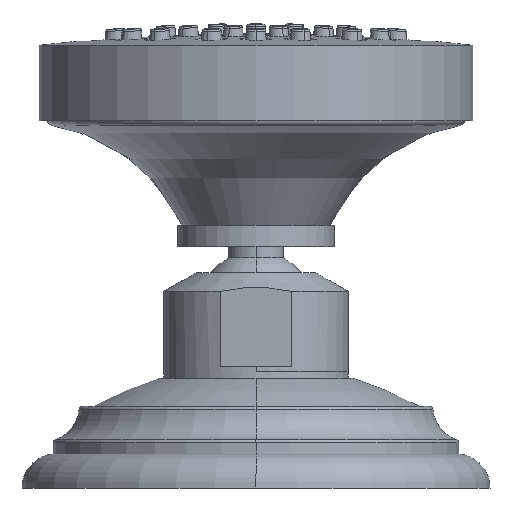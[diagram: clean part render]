
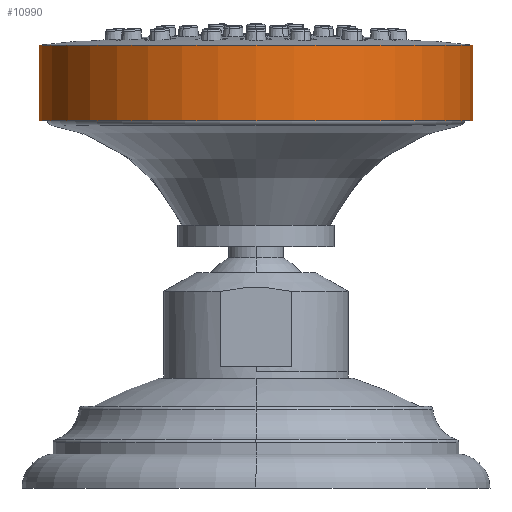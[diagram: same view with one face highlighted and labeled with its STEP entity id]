
A CAD part, left-side view. The second image highlights one B-rep face of the part: STEP entity #10990.
In plain terms, the highlighted cylindrical face has radius 31.75 mm (diameter 63.5 mm), a partial arc.
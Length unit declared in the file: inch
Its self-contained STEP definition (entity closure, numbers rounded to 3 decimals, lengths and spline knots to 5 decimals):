
#440=CARTESIAN_POINT('',(0.,0.,2.11634));
#441=DIRECTION('',(0.,0.,1.));
#442=DIRECTION('',(0.,1.,0.));
#443=AXIS2_PLACEMENT_3D('',#440,#441,#442);
#445=DIRECTION('',(0.,0.,1.));
#446=VECTOR('',#445,0.434);
#447=CARTESIAN_POINT('',(0.,1.25,2.11634));
#448=LINE('',#447,#446);
#449=DIRECTION('',(0.,0.,1.));
#450=VECTOR('',#449,0.434);
#451=CARTESIAN_POINT('',(0.,-1.25,2.11634));
#452=LINE('',#451,#450);
#463=CARTESIAN_POINT('',(0.,0.,2.55034));
#464=DIRECTION('',(0.,0.,1.));
#465=DIRECTION('',(0.,1.,0.));
#466=AXIS2_PLACEMENT_3D('',#463,#464,#465);
#9612=CARTESIAN_POINT('',(0.,1.25,2.55034));
#9613=CARTESIAN_POINT('',(0.,-1.25,2.55034));
#9614=VERTEX_POINT('',#9612);
#9615=VERTEX_POINT('',#9613);
#9624=CARTESIAN_POINT('',(0.,1.25,2.11634));
#9625=CARTESIAN_POINT('',(0.,-1.25,2.11634));
#9626=VERTEX_POINT('',#9624);
#9627=VERTEX_POINT('',#9625);
#10978=CARTESIAN_POINT('',(0.,0.,3.72159));
#10979=DIRECTION('',(0.,0.,-1.));
#10980=DIRECTION('',(0.,-1.,0.));
#10981=AXIS2_PLACEMENT_3D('',#10978,#10979,#10980);
#10982=CYLINDRICAL_SURFACE('',#10981,1.25);
#10983=ORIENTED_EDGE('',*,*,#10953,.F.);
#10984=ORIENTED_EDGE('',*,*,#10973,.T.);
#10986=ORIENTED_EDGE('',*,*,#10985,.T.);
#10987=ORIENTED_EDGE('',*,*,#10969,.F.);
#10988=EDGE_LOOP('',(#10983,#10984,#10986,#10987));
#10989=FACE_OUTER_BOUND('',#10988,.F.);
#10990=ADVANCED_FACE('',(#10989),#10982,.T.);
#444=CIRCLE('',#443,1.25);
#467=CIRCLE('',#466,1.25);
#10953=EDGE_CURVE('',#9626,#9627,#444,.T.);
#10969=EDGE_CURVE('',#9627,#9615,#452,.T.);
#10973=EDGE_CURVE('',#9626,#9614,#448,.T.);
#10985=EDGE_CURVE('',#9614,#9615,#467,.T.);
